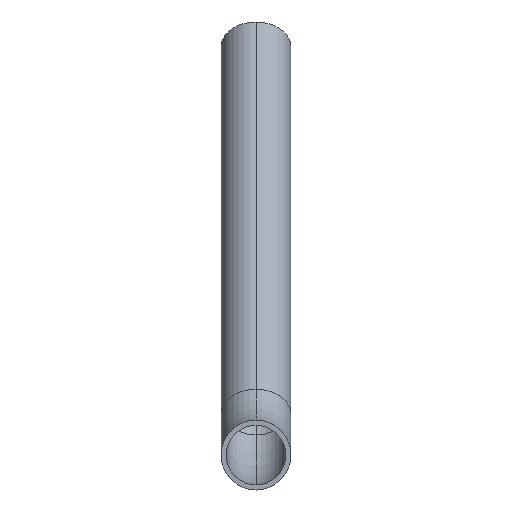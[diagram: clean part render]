
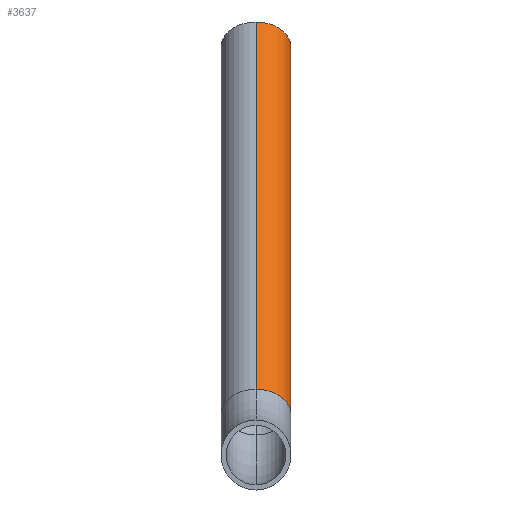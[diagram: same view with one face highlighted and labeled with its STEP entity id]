
A CAD part, front view. The second image highlights one B-rep face of the part: STEP entity #3637.
In plain terms, the highlighted cylindrical face has radius 13.45 mm (diameter 26.9 mm), a partial arc.
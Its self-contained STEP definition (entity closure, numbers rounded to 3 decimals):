
#5 = ORIENTED_EDGE ( 'NONE', *, *, #5336, .T. ) ;
#273 = DIRECTION ( 'NONE',  ( 0., 0.707, 0.707 ) ) ;
#360 = CARTESIAN_POINT ( 'NONE',  ( 0., 389.116, 147.727 ) ) ;
#371 = AXIS2_PLACEMENT_3D ( 'NONE', #10037, #5099, #9335 ) ;
#754 = EDGE_LOOP ( 'NONE', ( #2044, #5, #5448, #10519 ) ) ;
#1371 = CARTESIAN_POINT ( 'NONE',  ( 0., 379.605, 157.238 ) ) ;
#1708 = EDGE_CURVE ( 'NONE', #4485, #10654, #4763, .T. ) ;
#1872 = CARTESIAN_POINT ( 'NONE',  ( 0., 370.095, 166.748 ) ) ;
#2044 = ORIENTED_EDGE ( 'NONE', *, *, #9206, .T. ) ;
#2505 = VECTOR ( 'NONE', #2754, 1000. ) ;
#2754 = DIRECTION ( 'NONE',  ( 0., 0.707, 0.707 ) ) ;
#2838 = CARTESIAN_POINT ( 'NONE',  ( 0., 228.673, 25.327 ) ) ;
#2848 = CARTESIAN_POINT ( 'NONE',  ( 0., 238.184, 15.816 ) ) ;
#3329 = LINE ( 'NONE', #10164, #10816 ) ;
#3476 = CIRCLE ( 'NONE', #9638, 13.45 ) ;
#3530 = EDGE_CURVE ( 'NONE', #10654, #7312, #3476, .T. ) ;
#3637 = ADVANCED_FACE ( 'NONE', ( #10058 ), #7031, .T. ) ;
#4485 = VERTEX_POINT ( 'NONE', #9645 ) ;
#4763 = LINE ( 'NONE', #2838, #2505 ) ;
#5099 = DIRECTION ( 'NONE',  ( 0., 0.707, 0.707 ) ) ;
#5336 = EDGE_CURVE ( 'NONE', #10101, #7312, #3329, .T. ) ;
#5448 = ORIENTED_EDGE ( 'NONE', *, *, #3530, .F. ) ;
#6271 = DIRECTION ( 'NONE',  ( 0., -0.707, 0.707 ) ) ;
#7031 = CYLINDRICAL_SURFACE ( 'NONE', #371, 13.45 ) ;
#7128 = DIRECTION ( 'NONE',  ( 0., -0.707, 0.707 ) ) ;
#7312 = VERTEX_POINT ( 'NONE', #360 ) ;
#7621 = AXIS2_PLACEMENT_3D ( 'NONE', #2848, #8751, #7128 ) ;
#8751 = DIRECTION ( 'NONE',  ( 0., 0.707, 0.707 ) ) ;
#9206 = EDGE_CURVE ( 'NONE', #4485, #10101, #9633, .T. ) ;
#9335 = DIRECTION ( 'NONE',  ( 0., -0.707, 0.707 ) ) ;
#9443 = CARTESIAN_POINT ( 'NONE',  ( 0., 247.694, 6.306 ) ) ;
#9633 = CIRCLE ( 'NONE', #7621, 13.45 ) ;
#9638 = AXIS2_PLACEMENT_3D ( 'NONE', #1371, #10611, #6271 ) ;
#9645 = CARTESIAN_POINT ( 'NONE',  ( 0., 228.673, 25.327 ) ) ;
#10037 = CARTESIAN_POINT ( 'NONE',  ( 0., 238.184, 15.816 ) ) ;
#10058 = FACE_OUTER_BOUND ( 'NONE', #754, .T. ) ;
#10101 = VERTEX_POINT ( 'NONE', #9443 ) ;
#10164 = CARTESIAN_POINT ( 'NONE',  ( 0., 247.694, 6.306 ) ) ;
#10519 = ORIENTED_EDGE ( 'NONE', *, *, #1708, .F. ) ;
#10611 = DIRECTION ( 'NONE',  ( 0., 0.707, 0.707 ) ) ;
#10654 = VERTEX_POINT ( 'NONE', #1872 ) ;
#10816 = VECTOR ( 'NONE', #273, 1000. ) ;
